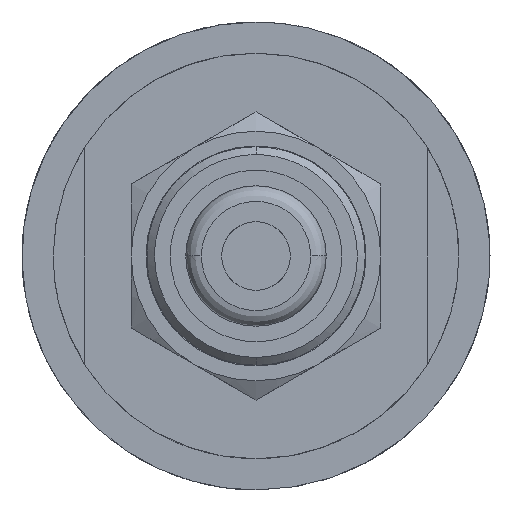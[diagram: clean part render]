
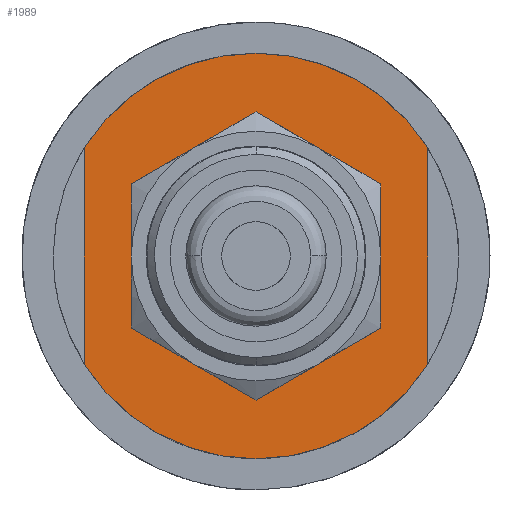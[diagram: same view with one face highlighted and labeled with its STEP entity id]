
A CAD part, front view. The second image highlights one B-rep face of the part: STEP entity #1989.
In plain terms, the highlighted planar face has unit normal (0, -1, 0).
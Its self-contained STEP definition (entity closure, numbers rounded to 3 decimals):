
#210 = DIRECTION ( 'NONE',  ( 1., 0., 0. ) ) ;
#229 = CARTESIAN_POINT ( 'NONE',  ( -88.585, 41.129, 86.944 ) ) ;
#756 = LINE ( 'NONE', #2082, #8404 ) ;
#1060 = VERTEX_POINT ( 'NONE', #1518 ) ;
#1190 = LINE ( 'NONE', #1305, #2953 ) ;
#1305 = CARTESIAN_POINT ( 'NONE',  ( -110.585, 41.129, 100.8 ) ) ;
#1320 = DIRECTION ( 'NONE',  ( 1., 0., 0. ) ) ;
#1518 = CARTESIAN_POINT ( 'NONE',  ( -110.585, 41.129, 100.8 ) ) ;
#1640 = VERTEX_POINT ( 'NONE', #5152 ) ;
#1828 = PLANE ( 'NONE',  #8222 ) ;
#1989 = ADVANCED_FACE ( 'NONE', ( #3876, #2568 ), #1828, .T. ) ;
#2082 = CARTESIAN_POINT ( 'NONE',  ( -88.585, 41.129, 100.8 ) ) ;
#2097 = AXIS2_PLACEMENT_3D ( 'NONE', #6499, #5821, #210 ) ;
#2103 = AXIS2_PLACEMENT_3D ( 'NONE', #8116, #3361, #4002 ) ;
#2268 = CARTESIAN_POINT ( 'NONE',  ( -88.585, 41.129, 100.8 ) ) ;
#2568 = FACE_OUTER_BOUND ( 'NONE', #6946, .T. ) ;
#2808 = CIRCLE ( 'NONE', #2097, 3.175 ) ;
#2913 = EDGE_CURVE ( 'NONE', #1060, #4357, #6382, .T. ) ;
#2953 = VECTOR ( 'NONE', #5969, 1000. ) ;
#3137 = EDGE_CURVE ( 'NONE', #4273, #5056, #6534, .T. ) ;
#3174 = ORIENTED_EDGE ( 'NONE', *, *, #2913, .F. ) ;
#3361 = DIRECTION ( 'NONE',  ( 0., 1., 0. ) ) ;
#3876 = FACE_BOUND ( 'NONE', #8555, .T. ) ;
#4002 = DIRECTION ( 'NONE',  ( -1., 0., 0. ) ) ;
#4244 = AXIS2_PLACEMENT_3D ( 'NONE', #7419, #7462, #1320 ) ;
#4273 = VERTEX_POINT ( 'NONE', #229 ) ;
#4357 = VERTEX_POINT ( 'NONE', #2268 ) ;
#4417 = EDGE_CURVE ( 'NONE', #1060, #5056, #1190, .T. ) ;
#4556 = DIRECTION ( 'NONE',  ( 0., -1., 0. ) ) ;
#4570 = EDGE_CURVE ( 'NONE', #4357, #4273, #756, .T. ) ;
#4815 = DIRECTION ( 'NONE',  ( 0., 0., -1. ) ) ;
#5056 = VERTEX_POINT ( 'NONE', #6034 ) ;
#5105 = ORIENTED_EDGE ( 'NONE', *, *, #4417, .T. ) ;
#5152 = CARTESIAN_POINT ( 'NONE',  ( -96.41, 41.129, 93.872 ) ) ;
#5326 = CARTESIAN_POINT ( 'NONE',  ( -99.585, 41.129, 93.872 ) ) ;
#5371 = VERTEX_POINT ( 'NONE', #7043 ) ;
#5420 = ORIENTED_EDGE ( 'NONE', *, *, #5747, .T. ) ;
#5747 = EDGE_CURVE ( 'NONE', #5371, #1640, #2808, .T. ) ;
#5815 = ORIENTED_EDGE ( 'NONE', *, *, #6303, .T. ) ;
#5821 = DIRECTION ( 'NONE',  ( 0., 1., 0. ) ) ;
#5969 = DIRECTION ( 'NONE',  ( 0., 0., -1. ) ) ;
#6034 = CARTESIAN_POINT ( 'NONE',  ( -110.585, 41.129, 86.944 ) ) ;
#6303 = EDGE_CURVE ( 'NONE', #1640, #5371, #6813, .T. ) ;
#6382 = CIRCLE ( 'NONE', #2103, 13. ) ;
#6499 = CARTESIAN_POINT ( 'NONE',  ( -99.585, 41.129, 93.872 ) ) ;
#6534 = CIRCLE ( 'NONE', #8809, 13. ) ;
#6813 = CIRCLE ( 'NONE', #4244, 3.175 ) ;
#6946 = EDGE_LOOP ( 'NONE', ( #7098, #3174, #5105, #7637 ) ) ;
#7043 = CARTESIAN_POINT ( 'NONE',  ( -102.76, 41.129, 93.872 ) ) ;
#7098 = ORIENTED_EDGE ( 'NONE', *, *, #4570, .F. ) ;
#7419 = CARTESIAN_POINT ( 'NONE',  ( -99.585, 41.129, 93.872 ) ) ;
#7429 = DIRECTION ( 'NONE',  ( 0., 1., 0. ) ) ;
#7462 = DIRECTION ( 'NONE',  ( 0., 1., 0. ) ) ;
#7637 = ORIENTED_EDGE ( 'NONE', *, *, #3137, .F. ) ;
#7984 = DIRECTION ( 'NONE',  ( 0., 0., -1. ) ) ;
#8057 = DIRECTION ( 'NONE',  ( -1., 0., 0. ) ) ;
#8116 = CARTESIAN_POINT ( 'NONE',  ( -99.585, 41.129, 93.872 ) ) ;
#8222 = AXIS2_PLACEMENT_3D ( 'NONE', #8659, #4556, #7984 ) ;
#8404 = VECTOR ( 'NONE', #4815, 1000. ) ;
#8555 = EDGE_LOOP ( 'NONE', ( #5815, #5420 ) ) ;
#8659 = CARTESIAN_POINT ( 'NONE',  ( -86.385, 41.129, 123.144 ) ) ;
#8809 = AXIS2_PLACEMENT_3D ( 'NONE', #5326, #7429, #8057 ) ;
